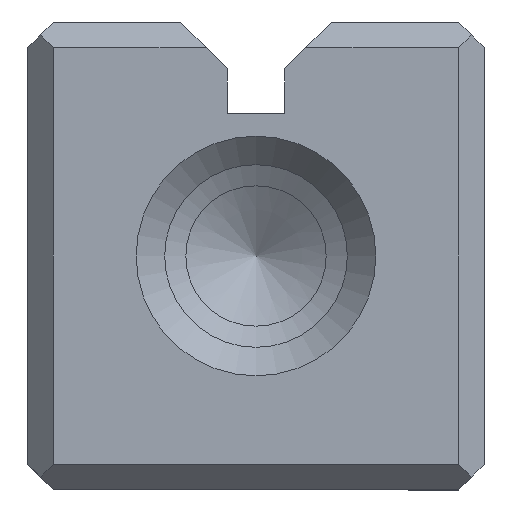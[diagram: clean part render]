
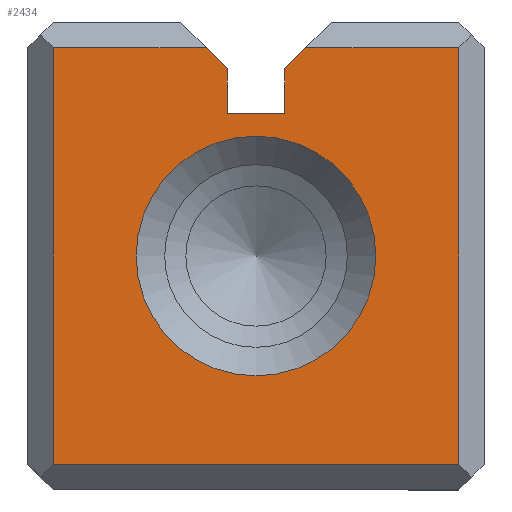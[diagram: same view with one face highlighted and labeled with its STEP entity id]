
A CAD part, front view. The second image highlights one B-rep face of the part: STEP entity #2434.
In plain terms, the highlighted planar face has unit normal (0, -1, 0).
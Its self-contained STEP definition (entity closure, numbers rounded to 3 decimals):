
#2434=ADVANCED_FACE('',(#3073,#3074),#2779,.T.);
#2779=PLANE('',#8307);
#3011=CIRCLE('',#8306,2.1);
#3073=FACE_BOUND('',#3191,.T.);
#3074=FACE_BOUND('',#3192,.T.);
#3191=EDGE_LOOP('',(#3999,#4000,#4001,#4002,#4003,#4004,#4005,#4006,#4007,
#4008));
#3192=EDGE_LOOP('',(#4009));
#3999=ORIENTED_EDGE('',*,*,#6346,.T.);
#4000=ORIENTED_EDGE('',*,*,#6347,.F.);
#4001=ORIENTED_EDGE('',*,*,#6348,.F.);
#4002=ORIENTED_EDGE('',*,*,#6349,.F.);
#4003=ORIENTED_EDGE('',*,*,#6350,.T.);
#4004=ORIENTED_EDGE('',*,*,#6351,.T.);
#4005=ORIENTED_EDGE('',*,*,#6352,.T.);
#4006=ORIENTED_EDGE('',*,*,#6353,.T.);
#4007=ORIENTED_EDGE('',*,*,#6354,.T.);
#4008=ORIENTED_EDGE('',*,*,#6355,.F.);
#4009=ORIENTED_EDGE('',*,*,#6356,.T.);
#5749=VERTEX_POINT('',#10559);
#5750=VERTEX_POINT('',#10560);
#5751=VERTEX_POINT('',#10562);
#5752=VERTEX_POINT('',#10564);
#5753=VERTEX_POINT('',#10566);
#5754=VERTEX_POINT('',#10568);
#5755=VERTEX_POINT('',#10570);
#5756=VERTEX_POINT('',#10572);
#5757=VERTEX_POINT('',#10574);
#5758=VERTEX_POINT('',#10576);
#5759=VERTEX_POINT('',#10579);
#6346=EDGE_CURVE('',#5749,#5750,#7140,.T.);
#6347=EDGE_CURVE('',#5751,#5750,#7141,.T.);
#6348=EDGE_CURVE('',#5752,#5751,#7142,.T.);
#6349=EDGE_CURVE('',#5753,#5752,#7143,.T.);
#6350=EDGE_CURVE('',#5753,#5754,#7144,.T.);
#6351=EDGE_CURVE('',#5754,#5755,#7145,.T.);
#6352=EDGE_CURVE('',#5755,#5756,#7146,.T.);
#6353=EDGE_CURVE('',#5756,#5757,#7147,.T.);
#6354=EDGE_CURVE('',#5757,#5758,#7148,.T.);
#6355=EDGE_CURVE('',#5749,#5758,#7149,.T.);
#6356=EDGE_CURVE('',#5759,#5759,#3011,.T.);
#7140=LINE('',#10558,#7800);
#7141=LINE('',#10561,#7801);
#7142=LINE('',#10563,#7802);
#7143=LINE('',#10565,#7803);
#7144=LINE('',#10567,#7804);
#7145=LINE('',#10569,#7805);
#7146=LINE('',#10571,#7806);
#7147=LINE('',#10573,#7807);
#7148=LINE('',#10575,#7808);
#7149=LINE('',#10577,#7809);
#7800=VECTOR('',#8769,1.);
#7801=VECTOR('',#8770,1.);
#7802=VECTOR('',#8771,1.);
#7803=VECTOR('',#8772,1.);
#7804=VECTOR('',#8773,1.);
#7805=VECTOR('',#8774,1.);
#7806=VECTOR('',#8775,1.);
#7807=VECTOR('',#8776,1.);
#7808=VECTOR('',#8777,1.);
#7809=VECTOR('',#8778,1.);
#8306=AXIS2_PLACEMENT_3D('',#10578,#8779,#8780);
#8307=AXIS2_PLACEMENT_3D('',#10580,#8781,#8782);
#8769=DIRECTION('',(0.,0.,-1.));
#8770=DIRECTION('',(1.,0.,0.));
#8771=DIRECTION('',(0.,0.,-1.));
#8772=DIRECTION('',(0.707,0.,-0.707));
#8773=DIRECTION('',(-1.,0.,0.));
#8774=DIRECTION('',(0.,0.,-1.));
#8775=DIRECTION('',(1.,0.,0.));
#8776=DIRECTION('',(0.,0.,1.));
#8777=DIRECTION('',(-1.,0.,0.));
#8778=DIRECTION('',(0.707,0.,0.707));
#8779=DIRECTION('',(0.,1.,0.));
#8780=DIRECTION('',(0.,0.,1.));
#8781=DIRECTION('',(0.,-1.,0.));
#8782=DIRECTION('',(0.,0.,1.));
#10558=CARTESIAN_POINT('',(4.5,0.,6.6));
#10559=CARTESIAN_POINT('',(4.5,0.,7.379));
#10560=CARTESIAN_POINT('',(4.5,0.,6.6));
#10561=CARTESIAN_POINT('',(3.5,0.,6.6));
#10562=CARTESIAN_POINT('',(3.5,0.,6.6));
#10563=CARTESIAN_POINT('',(3.5,0.,6.6));
#10564=CARTESIAN_POINT('',(3.5,0.,7.379));
#10565=CARTESIAN_POINT('',(2.679,0.,8.2));
#10566=CARTESIAN_POINT('',(3.129,0.,7.75));
#10567=CARTESIAN_POINT('',(4.,0.,7.75));
#10568=CARTESIAN_POINT('',(0.45,0.,7.75));
#10569=CARTESIAN_POINT('',(0.45,0.,0.));
#10570=CARTESIAN_POINT('',(0.45,0.,0.45));
#10571=CARTESIAN_POINT('',(4.,0.,0.45));
#10572=CARTESIAN_POINT('',(7.55,0.,0.45));
#10573=CARTESIAN_POINT('',(7.55,0.,0.));
#10574=CARTESIAN_POINT('',(7.55,0.,7.75));
#10575=CARTESIAN_POINT('',(4.,0.,7.75));
#10576=CARTESIAN_POINT('',(4.871,0.,7.75));
#10577=CARTESIAN_POINT('',(4.,0.,6.879));
#10578=CARTESIAN_POINT('',(4.,0.,4.1));
#10579=CARTESIAN_POINT('',(4.,0.,6.2));
#10580=CARTESIAN_POINT('',(4.,0.,0.));
